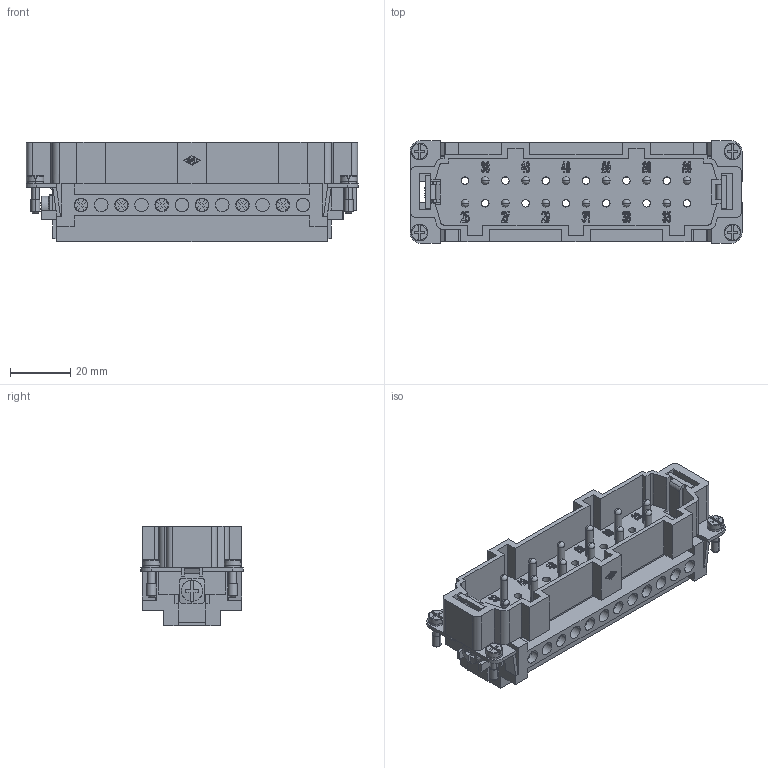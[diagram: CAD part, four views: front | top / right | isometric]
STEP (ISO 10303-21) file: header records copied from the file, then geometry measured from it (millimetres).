
FILE_DESCRIPTION((''),'2;1');
FILE_NAME('CMEM 10 TX.stp','2006-10-31T14:20:15',('gembarski'),(''),'Autodesk Inventor 7','Autodesk Inventor 7','');
FILE_SCHEMA(('AUTOMOTIVE_DESIGN { 1 0 10303 214 1 1 1 1 }'));
Length unit declared in the file: millimetre
Products named in the file (1): CMEM 10 TX
Bounding box: 110.3 x 34 x 33 mm (x, y, z)
Volume: 44015.6 mm3; surface area: 39950.5 mm2
Topology: 13 solids, 13 shells, 2429 faces, 6664 edges, 4345 vertices
Faces by surface type: plane 1162, bspline 916, cylinder 311, sphere 28, torus 8, cone 4
Entity records: 84163 total; most frequent: CARTESIAN_POINT 27522, ORIENTED_EDGE 13260, DIRECTION 9076, EDGE_CURVE 6630, VERTEX_POINT 4333, VECTOR 4010, LINE 4010, EDGE_LOOP 2679
